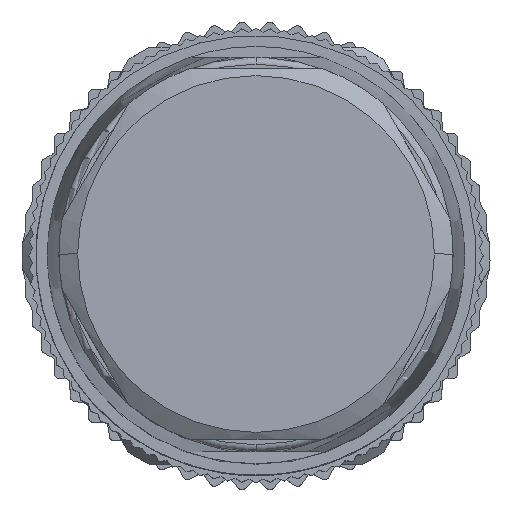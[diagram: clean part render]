
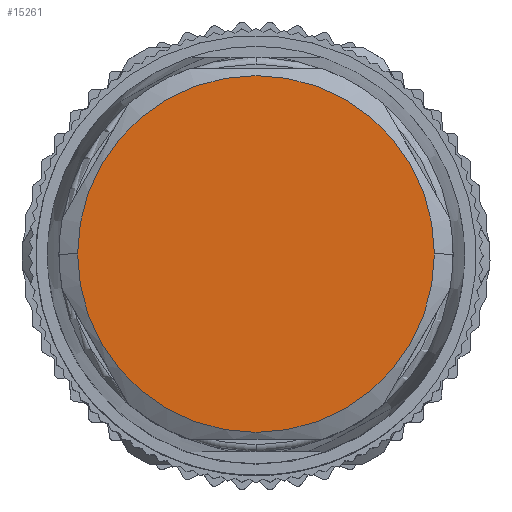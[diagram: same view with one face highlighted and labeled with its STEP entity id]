
A CAD part, top view. The second image highlights one B-rep face of the part: STEP entity #15261.
In plain terms, the highlighted planar face has unit normal (0, 0, 1).
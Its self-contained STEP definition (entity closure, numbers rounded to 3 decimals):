
#15097=AXIS2_PLACEMENT_3D('Circle Axis2P3D',#15095,#15096,$) ;
#15121=AXIS2_PLACEMENT_3D('Circle Axis2P3D',#15119,#15120,$) ;
#15255=AXIS2_PLACEMENT_3D('Plane Axis2P3D',#15252,#15253,#15254) ;
#15085=CARTESIAN_POINT('Vertex',(2.4,10.082,61.6)) ;
#15092=CARTESIAN_POINT('Vertex',(17.8,10.082,61.6)) ;
#15095=CARTESIAN_POINT('Axis2P3D Location',(10.1,10.082,61.6)) ;
#15119=CARTESIAN_POINT('Axis2P3D Location',(10.1,10.082,61.6)) ;
#15252=CARTESIAN_POINT('Axis2P3D Location',(10.1,10.082,61.6)) ;
#15096=DIRECTION('Axis2P3D Direction',(0.,0.,-1.)) ;
#15120=DIRECTION('Axis2P3D Direction',(0.,0.,-1.)) ;
#15253=DIRECTION('Axis2P3D Direction',(-0.,0.,1.)) ;
#15254=DIRECTION('Axis2P3D XDirection',(1.,0.,0.)) ;
#15258=ORIENTED_EDGE('',*,*,#15123,.T.) ;
#15259=ORIENTED_EDGE('',*,*,#15099,.T.) ;
#15261=ADVANCED_FACE('Hauptk\X2\00F6\X0\rper',(#15260),#15256,.T.) ;
#15098=CIRCLE('generated circle',#15097,7.7) ;
#15122=CIRCLE('generated circle',#15121,7.7) ;
#15099=EDGE_CURVE('',#15086,#15093,#15098,.F.) ;
#15123=EDGE_CURVE('',#15093,#15086,#15122,.F.) ;
#15257=EDGE_LOOP('',(#15258,#15259)) ;
#15260=FACE_OUTER_BOUND('',#15257,.T.) ;
#15256=PLANE('',#15255) ;
#15086=VERTEX_POINT('',#15085) ;
#15093=VERTEX_POINT('',#15092) ;
